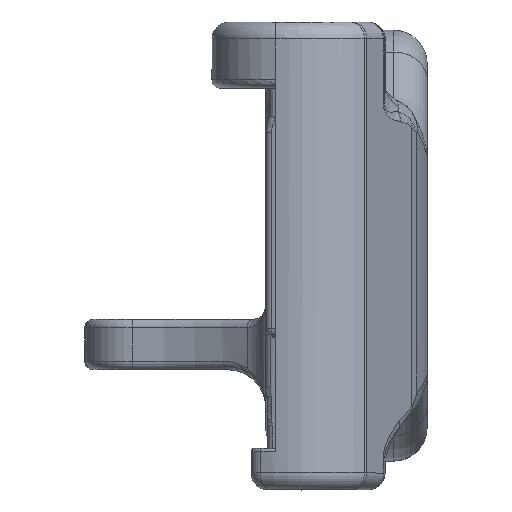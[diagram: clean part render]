
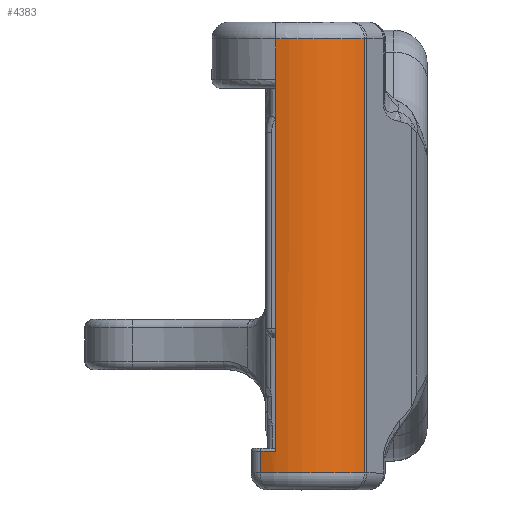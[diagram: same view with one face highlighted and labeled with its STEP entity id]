
A CAD part, top view. The second image highlights one B-rep face of the part: STEP entity #4383.
In plain terms, the highlighted cylindrical face has radius 5.138 mm (diameter 10.276 mm), a partial arc.
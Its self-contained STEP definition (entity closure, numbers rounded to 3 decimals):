
#471=LINE('',#6784,#680);
#492=LINE('',#7829,#701);
#497=LINE('',#7925,#706);
#498=LINE('',#7928,#707);
#680=VECTOR('',#5156,10.);
#701=VECTOR('',#5263,10.);
#706=VECTOR('',#5290,10.);
#707=VECTOR('',#5293,10.);
#889=CYLINDRICAL_SURFACE('',#4705,5.138);
#1011=FACE_OUTER_BOUND('',#1288,.T.);
#1288=EDGE_LOOP('',(#3202,#3203,#3204,#3205,#3206,#3207,#3208));
#1531=CIRCLE('',#4634,5.138);
#1575=CIRCLE('',#4706,5.138);
#1576=CIRCLE('',#4707,5.138);
#1801=VERTEX_POINT('',#6535);
#1802=VERTEX_POINT('',#6537);
#1826=VERTEX_POINT('',#6783);
#1902=VERTEX_POINT('',#7827);
#1911=VERTEX_POINT('',#7922);
#1912=VERTEX_POINT('',#7924);
#1913=VERTEX_POINT('',#7926);
#2243=EDGE_CURVE('',#1801,#1802,#1531,.T.);
#2275=EDGE_CURVE('',#1802,#1826,#471,.T.);
#2386=EDGE_CURVE('',#1902,#1801,#492,.T.);
#2401=EDGE_CURVE('',#1911,#1902,#1575,.T.);
#2402=EDGE_CURVE('',#1912,#1911,#497,.T.);
#2403=EDGE_CURVE('',#1913,#1912,#1576,.T.);
#2404=EDGE_CURVE('',#1826,#1913,#498,.T.);
#3202=ORIENTED_EDGE('',*,*,#2243,.F.);
#3203=ORIENTED_EDGE('',*,*,#2386,.F.);
#3204=ORIENTED_EDGE('',*,*,#2401,.F.);
#3205=ORIENTED_EDGE('',*,*,#2402,.F.);
#3206=ORIENTED_EDGE('',*,*,#2403,.F.);
#3207=ORIENTED_EDGE('',*,*,#2404,.F.);
#3208=ORIENTED_EDGE('',*,*,#2275,.F.);
#4383=ADVANCED_FACE('',(#1011),#889,.T.);
#4634=AXIS2_PLACEMENT_3D('',#6538,#5112,#5113);
#4705=AXIS2_PLACEMENT_3D('',#7921,#5286,#5287);
#4706=AXIS2_PLACEMENT_3D('',#7923,#5288,#5289);
#4707=AXIS2_PLACEMENT_3D('',#7927,#5291,#5292);
#5112=DIRECTION('center_axis',(0.,1.,0.));
#5113=DIRECTION('ref_axis',(-0.355,0.,0.935));
#5156=DIRECTION('',(0.,1.,0.));
#5263=DIRECTION('',(0.,1.,0.));
#5286=DIRECTION('center_axis',(0.,1.,0.));
#5287=DIRECTION('ref_axis',(1.,0.,0.));
#5288=DIRECTION('center_axis',(0.,-1.,0.));
#5289=DIRECTION('ref_axis',(0.14,0.,0.99));
#5290=DIRECTION('',(0.,-1.,0.));
#5291=DIRECTION('center_axis',(0.,1.,0.));
#5292=DIRECTION('ref_axis',(0.293,0.,0.956));
#5293=DIRECTION('',(0.,1.,0.));
#6535=CARTESIAN_POINT('',(7.667,0.642,64.72));
#6537=CARTESIAN_POINT('',(8.573,0.642,65.064));
#6538=CARTESIAN_POINT('Origin',(9.934,0.642,60.109));
#6783=CARTESIAN_POINT('',(8.573,22.62,65.064));
#6784=CARTESIAN_POINT('',(8.573,20.63,65.064));
#7827=CARTESIAN_POINT('',(7.667,-0.632,64.72));
#7829=CARTESIAN_POINT('',(7.667,0.176,64.72));
#7921=CARTESIAN_POINT('Origin',(9.934,0.176,60.109));
#7922=CARTESIAN_POINT('',(13.837,-0.632,63.45));
#7923=CARTESIAN_POINT('Origin',(9.934,-0.632,60.109));
#7924=CARTESIAN_POINT('',(13.837,25.176,63.45));
#7925=CARTESIAN_POINT('',(13.837,0.176,63.45));
#7926=CARTESIAN_POINT('',(8.573,25.176,65.064));
#7927=CARTESIAN_POINT('Origin',(9.934,25.176,60.109));
#7928=CARTESIAN_POINT('',(8.573,20.63,65.064));
